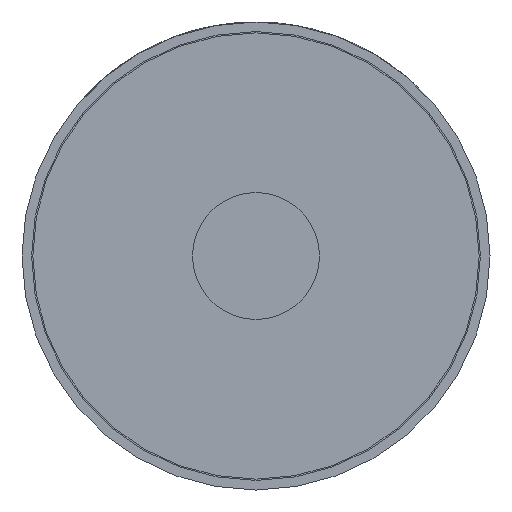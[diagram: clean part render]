
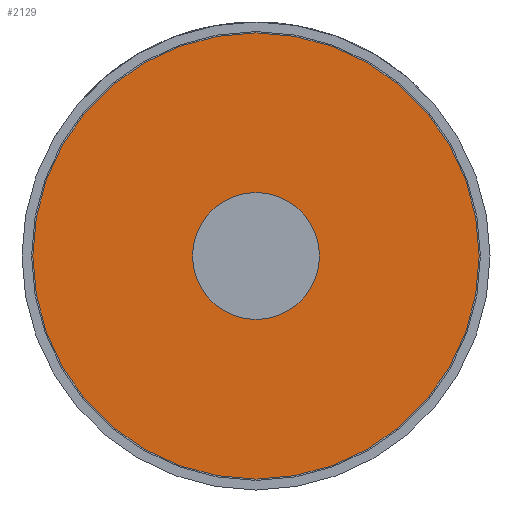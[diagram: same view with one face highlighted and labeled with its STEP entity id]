
A CAD part, front view. The second image highlights one B-rep face of the part: STEP entity #2129.
In plain terms, the highlighted planar face has unit normal (0, -1, 0).
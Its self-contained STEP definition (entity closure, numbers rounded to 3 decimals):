
#29 = CIRCLE ( 'NONE', #406, 1.74 ) ;
#38 = VERTEX_POINT ( 'NONE', #2406 ) ;
#74 = DIRECTION ( 'NONE',  ( 0., -1., 0. ) ) ;
#186 = EDGE_CURVE ( 'Defeature ausgef�hrt1_4+Defeature ausgef�hrt1_5+Defeature ausgef�hrt1_5+Defeature ausgef�hrt1_5', #38, #2148, #29, .T. ) ;
#248 = CIRCLE ( 'NONE', #6495, 1.74 ) ;
#406 = AXIS2_PLACEMENT_3D ( 'NONE', #3082, #74, #1631 ) ;
#422 = CARTESIAN_POINT ( 'NONE',  ( 0.037, 0.053, 0. ) ) ;
#625 = EDGE_CURVE ( 'Defeature ausgef�hrt1_4+Defeature ausgef�hrt1_14+Defeature ausgef�hrt1_14+Defeature ausgef�hrt1_14', #780, #6279, #5821, .T. ) ;
#780 = VERTEX_POINT ( 'NONE', #4445 ) ;
#982 = DIRECTION ( 'NONE',  ( 0., 0., 1. ) ) ;
#1139 = DIRECTION ( 'NONE',  ( 0., 0., 1. ) ) ;
#1199 = CARTESIAN_POINT ( 'NONE',  ( 0.037, 0.053, -1.74 ) ) ;
#1294 = AXIS2_PLACEMENT_3D ( 'NONE', #5743, #3753, #1139 ) ;
#1301 = CARTESIAN_POINT ( 'NONE',  ( 0.037, 0.053, 0. ) ) ;
#1402 = EDGE_CURVE ( 'Defeature ausgef�hrt1_4+Defeature ausgef�hrt1_5+Defeature ausgef�hrt1_5+Defeature ausgef�hrt1_5', #2148, #38, #248, .T. ) ;
#1600 = EDGE_LOOP ( 'NONE', ( #3227, #3558 ) ) ;
#1631 = DIRECTION ( 'NONE',  ( 0., 0., -1. ) ) ;
#2129 = ADVANCED_FACE ( 'Defeature ausgef�hrt1_4', ( #2360, #5431 ), #4101, .T. ) ;
#2148 = VERTEX_POINT ( 'NONE', #1199 ) ;
#2360 = FACE_BOUND ( 'NONE', #1600, .T. ) ;
#2399 = DIRECTION ( 'NONE',  ( 0., 1., 0. ) ) ;
#2406 = CARTESIAN_POINT ( 'NONE',  ( 0.037, 0.053, 1.74 ) ) ;
#2478 = EDGE_LOOP ( 'NONE', ( #5417, #2919 ) ) ;
#2636 = DIRECTION ( 'NONE',  ( 0., -1., 0. ) ) ;
#2792 = DIRECTION ( 'NONE',  ( 0., 0., -1. ) ) ;
#2919 = ORIENTED_EDGE ( 'NONE', *, *, #186, .T. ) ;
#3082 = CARTESIAN_POINT ( 'NONE',  ( 0.037, 0.053, 0. ) ) ;
#3227 = ORIENTED_EDGE ( 'NONE', *, *, #625, .T. ) ;
#3558 = ORIENTED_EDGE ( 'NONE', *, *, #3629, .T. ) ;
#3629 = EDGE_CURVE ( 'Defeature ausgef�hrt1_4+Defeature ausgef�hrt1_14+Defeature ausgef�hrt1_14+Defeature ausgef�hrt1_14', #6279, #780, #6041, .T. ) ;
#3753 = DIRECTION ( 'NONE',  ( 0., 1., 0. ) ) ;
#4101 = PLANE ( 'NONE',  #5978 ) ;
#4171 = AXIS2_PLACEMENT_3D ( 'NONE', #422, #2399, #982 ) ;
#4445 = CARTESIAN_POINT ( 'NONE',  ( 0.037, 0.053, 0.37 ) ) ;
#4973 = CARTESIAN_POINT ( 'NONE',  ( 0.037, 0.053, -0.37 ) ) ;
#5125 = CARTESIAN_POINT ( 'NONE',  ( 0.037, 0.053, 0. ) ) ;
#5417 = ORIENTED_EDGE ( 'NONE', *, *, #1402, .T. ) ;
#5431 = FACE_OUTER_BOUND ( 'NONE', #2478, .T. ) ;
#5743 = CARTESIAN_POINT ( 'NONE',  ( 0.037, 0.053, 0. ) ) ;
#5821 = CIRCLE ( 'NONE', #1294, 0.37 ) ;
#5978 = AXIS2_PLACEMENT_3D ( 'NONE', #5125, #2636, #6146 ) ;
#6041 = CIRCLE ( 'NONE', #4171, 0.37 ) ;
#6146 = DIRECTION ( 'NONE',  ( 0., 0., -1. ) ) ;
#6279 = VERTEX_POINT ( 'NONE', #4973 ) ;
#6464 = DIRECTION ( 'NONE',  ( 0., -1., 0. ) ) ;
#6495 = AXIS2_PLACEMENT_3D ( 'NONE', #1301, #6464, #2792 ) ;
